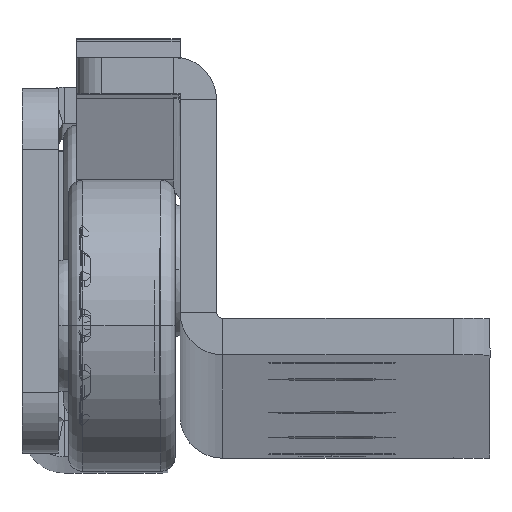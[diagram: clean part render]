
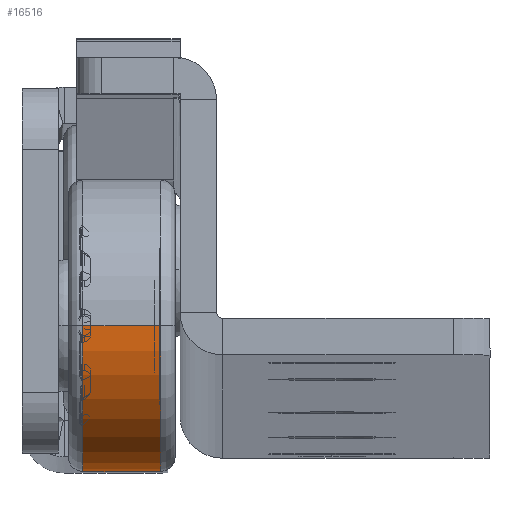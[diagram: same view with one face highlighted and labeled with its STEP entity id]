
A CAD part, top view. The second image highlights one B-rep face of the part: STEP entity #16516.
In plain terms, the highlighted cylindrical face has radius 12 mm (diameter 24 mm), a partial arc.
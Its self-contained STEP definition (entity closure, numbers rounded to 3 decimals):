
#47 = LINE ( 'NONE', #19245, #715 ) ;
#50 = CIRCLE ( 'NONE', #12248, 12. ) ;
#129 = DIRECTION ( 'NONE',  ( -1., 0., 0. ) ) ;
#421 = VECTOR ( 'NONE', #13248, 1000. ) ;
#436 = DIRECTION ( 'NONE',  ( 0., 0., 1. ) ) ;
#531 = LINE ( 'NONE', #9918, #421 ) ;
#541 = ORIENTED_EDGE ( 'NONE', *, *, #9364, .F. ) ;
#715 = VECTOR ( 'NONE', #11707, 1000. ) ;
#3086 = ORIENTED_EDGE ( 'NONE', *, *, #7581, .T. ) ;
#3530 = EDGE_CURVE ( 'NONE', #11176, #9607, #5727, .T. ) ;
#3578 = EDGE_CURVE ( 'NONE', #11176, #4047, #531, .T. ) ;
#4015 = CARTESIAN_POINT ( 'NONE',  ( 7.6, 0., 12. ) ) ;
#4047 = VERTEX_POINT ( 'NONE', #17452 ) ;
#4618 = DIRECTION ( 'NONE',  ( 0., 0., 1. ) ) ;
#4672 = AXIS2_PLACEMENT_3D ( 'NONE', #18047, #129, #4618 ) ;
#5368 = VERTEX_POINT ( 'NONE', #7258 ) ;
#5727 = CIRCLE ( 'NONE', #17312, 12. ) ;
#7258 = CARTESIAN_POINT ( 'NONE',  ( 1.2, 0., -12. ) ) ;
#7581 = EDGE_CURVE ( 'NONE', #9607, #5368, #47, .T. ) ;
#7864 = CARTESIAN_POINT ( 'NONE',  ( 7.6, 0., 0. ) ) ;
#9224 = FACE_OUTER_BOUND ( 'NONE', #14389, .T. ) ;
#9326 = CARTESIAN_POINT ( 'NONE',  ( 1.2, 0., 0. ) ) ;
#9364 = EDGE_CURVE ( 'NONE', #4047, #5368, #50, .T. ) ;
#9524 = DIRECTION ( 'NONE',  ( 0., 0., 1. ) ) ;
#9578 = ORIENTED_EDGE ( 'NONE', *, *, #3578, .F. ) ;
#9607 = VERTEX_POINT ( 'NONE', #13135 ) ;
#9632 = DIRECTION ( 'NONE',  ( -1., 0., 0. ) ) ;
#9918 = CARTESIAN_POINT ( 'NONE',  ( 0., 0., 12. ) ) ;
#11176 = VERTEX_POINT ( 'NONE', #4015 ) ;
#11267 = ORIENTED_EDGE ( 'NONE', *, *, #3530, .T. ) ;
#11707 = DIRECTION ( 'NONE',  ( -1., 0., 0. ) ) ;
#12248 = AXIS2_PLACEMENT_3D ( 'NONE', #9326, #16778, #9524 ) ;
#13135 = CARTESIAN_POINT ( 'NONE',  ( 7.6, 0., -12. ) ) ;
#13248 = DIRECTION ( 'NONE',  ( -1., 0., 0. ) ) ;
#13528 = CYLINDRICAL_SURFACE ( 'NONE', #4672, 12. ) ;
#14389 = EDGE_LOOP ( 'NONE', ( #11267, #3086, #541, #9578 ) ) ;
#16516 = ADVANCED_FACE ( 'NONE', ( #9224 ), #13528, .T. ) ;
#16778 = DIRECTION ( 'NONE',  ( -1., 0., 0. ) ) ;
#17312 = AXIS2_PLACEMENT_3D ( 'NONE', #7864, #9632, #436 ) ;
#17452 = CARTESIAN_POINT ( 'NONE',  ( 1.2, 0., 12. ) ) ;
#18047 = CARTESIAN_POINT ( 'NONE',  ( 0., 0., 0. ) ) ;
#19245 = CARTESIAN_POINT ( 'NONE',  ( 0., 0., -12. ) ) ;
